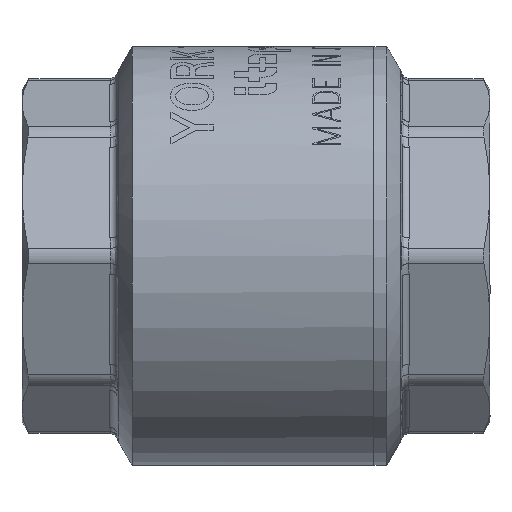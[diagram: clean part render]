
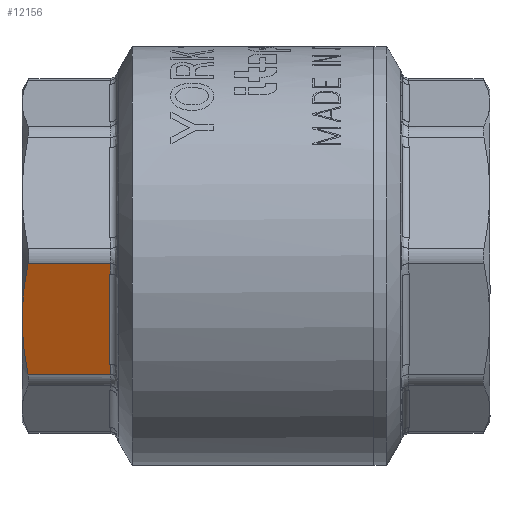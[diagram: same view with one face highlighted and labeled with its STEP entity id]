
A CAD part, left-side view. The second image highlights one B-rep face of the part: STEP entity #12156.
In plain terms, the highlighted planar face has unit normal (-0.924, 0, -0.383).
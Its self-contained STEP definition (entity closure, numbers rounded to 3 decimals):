
#593 = ORIENTED_EDGE ( 'NONE', *, *, #10956, .T. ) ;
#781 = B_SPLINE_CURVE_WITH_KNOTS ( 'NONE', 3,
 ( #11147, #9607, #12960, #12807 ),
 .UNSPECIFIED., .F., .F.,
 ( 4, 4 ),
 ( 0., 1. ),
 .UNSPECIFIED. ) ;
#1279 = CARTESIAN_POINT ( 'NONE',  ( -20.193, -0.192, -12.658 ) ) ;
#1937 = B_SPLINE_CURVE_WITH_KNOTS ( 'NONE', 3,
 ( #6056, #19961, #19812, #19889 ),
 .UNSPECIFIED., .F., .F.,
 ( 4, 4 ),
 ( 0., 1. ),
 .UNSPECIFIED. ) ;
#3016 = CARTESIAN_POINT ( 'NONE',  ( -20.107, -0.214, -12.866 ) ) ;
#3747 = EDGE_LOOP ( 'NONE', ( #10394, #18445, #593, #20259, #14711, #3981, #13657 ) ) ;
#3981 = ORIENTED_EDGE ( 'NONE', *, *, #11490, .T. ) ;
#4132 = CARTESIAN_POINT ( 'NONE',  ( -24.367, -12.5, -2.581 ) ) ;
#4466 = AXIS2_PLACEMENT_3D ( 'NONE', #17548, #17706, #16127 ) ;
#4519 = CARTESIAN_POINT ( 'NONE',  ( -20.141, -0.205, -12.783 ) ) ;
#4816 = CARTESIAN_POINT ( 'NONE',  ( -21.032, -0.028, -10.632 ) ) ;
#4972 = CARTESIAN_POINT ( 'NONE',  ( -24.982, -0.869, -1.097 ) ) ;
#4979 = CARTESIAN_POINT ( 'NONE',  ( -24.982, -4.759, -1.097 ) ) ;
#6056 = CARTESIAN_POINT ( 'NONE',  ( -18.441, -12.539, -16.889 ) ) ;
#6242 = VERTEX_POINT ( 'NONE', #14186 ) ;
#6414 = CARTESIAN_POINT ( 'NONE',  ( -23.382, -0.232, -4.96 ) ) ;
#7018 = B_SPLINE_CURVE_WITH_KNOTS ( 'NONE', 3,
 ( #7473, #19717, #9061, #21164 ),
 .UNSPECIFIED., .F., .F.,
 ( 4, 4 ),
 ( 0., 1. ),
 .UNSPECIFIED. ) ;
#7473 = CARTESIAN_POINT ( 'NONE',  ( -19.055, -12.5, -15.405 ) ) ;
#7517 = VERTEX_POINT ( 'NONE', #4132 ) ;
#7667 = B_SPLINE_CURVE_WITH_KNOTS ( 'NONE', 3,
 ( #8361, #15346, #4979, #17138 ),
 .UNSPECIFIED., .F., .F.,
 ( 4, 4 ),
 ( 0., 1. ),
 .UNSPECIFIED. ) ;
#7727 = CARTESIAN_POINT ( 'NONE',  ( -21.711, 0., -8.993 ) ) ;
#8153 = CARTESIAN_POINT ( 'NONE',  ( -22.253, 0., -7.686 ) ) ;
#8294 = CARTESIAN_POINT ( 'NONE',  ( -23.465, -0.255, -4.759 ) ) ;
#8361 = CARTESIAN_POINT ( 'NONE',  ( -24.982, -12.539, -1.097 ) ) ;
#8372 = CARTESIAN_POINT ( 'NONE',  ( -23.817, -0.364, -3.91 ) ) ;
#8455 = CARTESIAN_POINT ( 'NONE',  ( -23.582, -0.29, -4.477 ) ) ;
#8926 = PLANE ( 'NONE',  #4466 ) ;
#9061 = CARTESIAN_POINT ( 'NONE',  ( -22.597, -12.5, -6.856 ) ) ;
#9101 = B_SPLINE_CURVE_WITH_KNOTS ( 'NONE', 3,
 ( #18506, #16766, #4816, #16844, #9952, #1279, #4519, #3016, #22041, #20384, #11732, #11504 ),
 .UNSPECIFIED., .F., .F.,
 ( 4, 1, 1, 1, 1, 2, 2, 4 ),
 ( 0., 0.25, 0.375, 0.438, 0.469, 0.484, 0.5, 1. ),
 .UNSPECIFIED. ) ;
#9607 = CARTESIAN_POINT ( 'NONE',  ( -18.441, -4.759, -16.889 ) ) ;
#9841 = FACE_OUTER_BOUND ( 'NONE', #3747, .T. ) ;
#9952 = CARTESIAN_POINT ( 'NONE',  ( -20.313, -0.162, -12.368 ) ) ;
#10394 = ORIENTED_EDGE ( 'NONE', *, *, #13665, .T. ) ;
#10833 = VERTEX_POINT ( 'NONE', #21105 ) ;
#10904 = EDGE_CURVE ( 'NONE', #17030, #16190, #1937, .T. ) ;
#10956 = EDGE_CURVE ( 'NONE', #6242, #17030, #781, .T. ) ;
#11147 = CARTESIAN_POINT ( 'NONE',  ( -18.441, -0.869, -16.889 ) ) ;
#11490 = EDGE_CURVE ( 'NONE', #7517, #10833, #15164, .T. ) ;
#11504 = CARTESIAN_POINT ( 'NONE',  ( -18.441, -0.869, -16.889 ) ) ;
#11585 = CARTESIAN_POINT ( 'NONE',  ( -23.415, -0.241, -4.88 ) ) ;
#11732 = CARTESIAN_POINT ( 'NONE',  ( -18.997, -0.582, -15.545 ) ) ;
#12022 = CARTESIAN_POINT ( 'NONE',  ( -18.441, -12.539, -16.889 ) ) ;
#12156 = ADVANCED_FACE ( 'NONE', ( #9841 ), #8926, .T. ) ;
#12807 = CARTESIAN_POINT ( 'NONE',  ( -18.441, -12.539, -16.889 ) ) ;
#12960 = CARTESIAN_POINT ( 'NONE',  ( -18.441, -8.649, -16.889 ) ) ;
#13321 = CARTESIAN_POINT ( 'NONE',  ( -23.366, -0.228, -4.999 ) ) ;
#13394 = CARTESIAN_POINT ( 'NONE',  ( -21.711, 0., -8.993 ) ) ;
#13463 = CARTESIAN_POINT ( 'NONE',  ( -24.982, -0.869, -1.097 ) ) ;
#13657 = ORIENTED_EDGE ( 'NONE', *, *, #14803, .T. ) ;
#13665 = EDGE_CURVE ( 'NONE', #21432, #13846, #17500, .T. ) ;
#13846 = VERTEX_POINT ( 'NONE', #7727 ) ;
#14186 = CARTESIAN_POINT ( 'NONE',  ( -18.441, -0.869, -16.889 ) ) ;
#14670 = EDGE_CURVE ( 'NONE', #13846, #6242, #9101, .T. ) ;
#14711 = ORIENTED_EDGE ( 'NONE', *, *, #22137, .T. ) ;
#14803 = EDGE_CURVE ( 'NONE', #10833, #21432, #7667, .T. ) ;
#15164 = B_SPLINE_CURVE_WITH_KNOTS ( 'NONE', 3,
 ( #17370, #22280, #20845, #20631 ),
 .UNSPECIFIED., .F., .F.,
 ( 4, 4 ),
 ( 0., 1. ),
 .UNSPECIFIED. ) ;
#15346 = CARTESIAN_POINT ( 'NONE',  ( -24.982, -8.649, -1.097 ) ) ;
#16127 = DIRECTION ( 'NONE',  ( -0.383, 0., 0.924 ) ) ;
#16190 = VERTEX_POINT ( 'NONE', #18701 ) ;
#16766 = CARTESIAN_POINT ( 'NONE',  ( -21.44, 0., -9.647 ) ) ;
#16844 = CARTESIAN_POINT ( 'NONE',  ( -20.553, -0.109, -11.788 ) ) ;
#16918 = CARTESIAN_POINT ( 'NONE',  ( -24.29, -0.537, -2.766 ) ) ;
#17030 = VERTEX_POINT ( 'NONE', #12022 ) ;
#17138 = CARTESIAN_POINT ( 'NONE',  ( -24.982, -0.869, -1.097 ) ) ;
#17370 = CARTESIAN_POINT ( 'NONE',  ( -24.367, -12.5, -2.581 ) ) ;
#17500 = B_SPLINE_CURVE_WITH_KNOTS ( 'NONE', 3,
 ( #13463, #21971, #16918, #8372, #8455, #8294, #11585, #6414, #13321, #18513, #8153, #13394 ),
 .UNSPECIFIED., .F., .F.,
 ( 4, 1, 1, 1, 1, 2, 2, 4 ),
 ( 0., 0.25, 0.375, 0.437, 0.469, 0.484, 0.5, 1. ),
 .UNSPECIFIED. ) ;
#17548 = CARTESIAN_POINT ( 'NONE',  ( -18.441, -99.916, -16.889 ) ) ;
#17706 = DIRECTION ( 'NONE',  ( -0.924, 0., -0.383 ) ) ;
#18445 = ORIENTED_EDGE ( 'NONE', *, *, #14670, .T. ) ;
#18506 = CARTESIAN_POINT ( 'NONE',  ( -21.711, 0., -8.993 ) ) ;
#18513 = CARTESIAN_POINT ( 'NONE',  ( -22.798, -0.074, -6.369 ) ) ;
#18701 = CARTESIAN_POINT ( 'NONE',  ( -19.055, -12.5, -15.405 ) ) ;
#19717 = CARTESIAN_POINT ( 'NONE',  ( -20.826, -12.5, -11.13 ) ) ;
#19812 = CARTESIAN_POINT ( 'NONE',  ( -18.832, -12.5, -15.945 ) ) ;
#19889 = CARTESIAN_POINT ( 'NONE',  ( -19.055, -12.5, -15.405 ) ) ;
#19961 = CARTESIAN_POINT ( 'NONE',  ( -18.627, -12.513, -16.44 ) ) ;
#20259 = ORIENTED_EDGE ( 'NONE', *, *, #10904, .T. ) ;
#20384 = CARTESIAN_POINT ( 'NONE',  ( -19.541, -0.367, -14.232 ) ) ;
#20631 = CARTESIAN_POINT ( 'NONE',  ( -24.982, -12.539, -1.097 ) ) ;
#20845 = CARTESIAN_POINT ( 'NONE',  ( -24.796, -12.513, -1.546 ) ) ;
#21105 = CARTESIAN_POINT ( 'NONE',  ( -24.982, -12.539, -1.097 ) ) ;
#21164 = CARTESIAN_POINT ( 'NONE',  ( -24.367, -12.5, -2.581 ) ) ;
#21432 = VERTEX_POINT ( 'NONE', #4972 ) ;
#21971 = CARTESIAN_POINT ( 'NONE',  ( -24.703, -0.726, -1.769 ) ) ;
#22041 = CARTESIAN_POINT ( 'NONE',  ( -20.089, -0.219, -12.909 ) ) ;
#22137 = EDGE_CURVE ( 'NONE', #16190, #7517, #7018, .T. ) ;
#22280 = CARTESIAN_POINT ( 'NONE',  ( -24.591, -12.5, -2.041 ) ) ;
